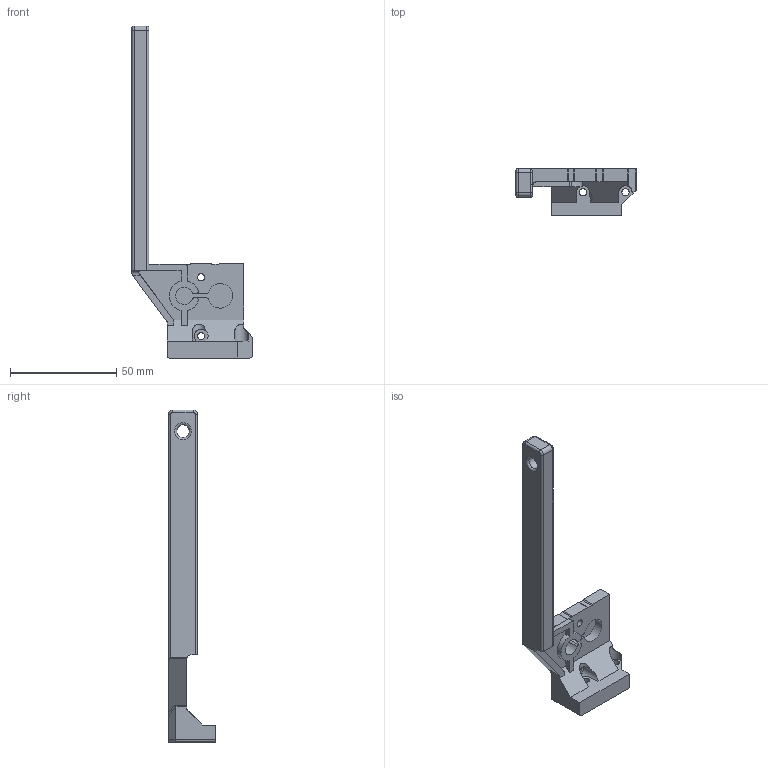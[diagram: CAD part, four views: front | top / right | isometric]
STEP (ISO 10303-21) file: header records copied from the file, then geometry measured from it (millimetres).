
FILE_DESCRIPTION(/* description */ (''),/* implementation_level */ '2;1');
FILE_NAME(/* name */ 'Z Axis Top Left Filament Guide.step',/* time_stamp */ '2022-07-12T08:11:09-04:00',/* author */ (''),/* organization */ (''),/* preprocessor_version */ 'ST-DEVELOPER v19',/* originating_system */ 'Autodesk Translation Framework v11.7.0.108',/* authorisation */ '');
FILE_SCHEMA (('AUTOMOTIVE_DESIGN { 1 0 10303 214 3 1 1 }'));
Length unit declared in the file: millimetre
Products named in the file (2): Loop V2; Z_Axis_Top_LEFT
Assembly tree (1 placements, depth 2):
  Loop V2
    Z_Axis_Top_LEFT
Bounding box: 56.64 x 22 x 156.5 mm (x, y, z)
Volume: 28987 mm3; surface area: 12117.9 mm2
Topology: 1 solids, 1 shells, 99 faces, 284 edges, 186 vertices
Faces by surface type: cylinder 47, plane 45, bspline 5, torus 2
Full cylindrical faces by diameter (mm): 3.4 x4, 6 x1, 6.5 x1
Entity records: 3607 total; most frequent: CARTESIAN_POINT 883, ORIENTED_EDGE 568, DIRECTION 567, EDGE_CURVE 284, AXIS2_PLACEMENT_3D 199, VERTEX_POINT 186, LINE 169, VECTOR 169
